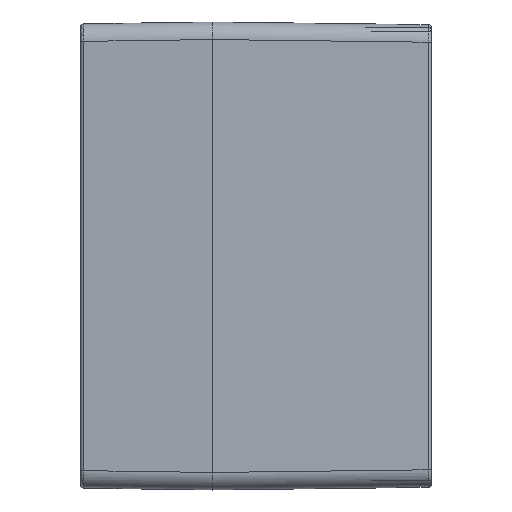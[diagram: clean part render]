
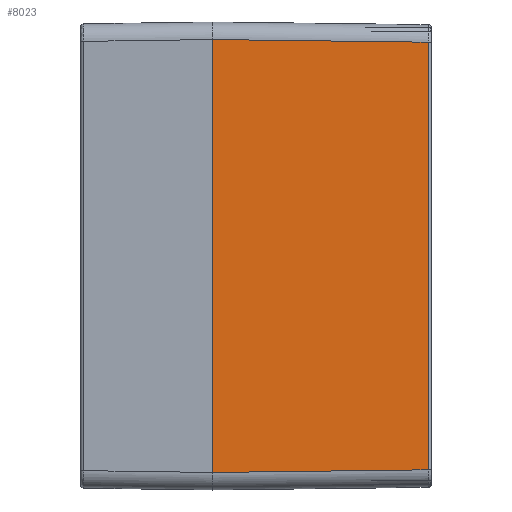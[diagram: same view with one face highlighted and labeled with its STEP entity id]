
A CAD part, left-side view. The second image highlights one B-rep face of the part: STEP entity #8023.
In plain terms, the highlighted planar face has unit normal (-1, -0.012, 0).
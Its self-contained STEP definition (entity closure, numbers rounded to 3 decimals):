
#1062=CARTESIAN_POINT('',(-125.,75.,-74.));
#1110=CARTESIAN_POINT('',(-125.,75.,74.));
#1121=DIRECTION('',(0.,0.,-1.));
#1122=VECTOR('',#1121,148.001);
#1123=CARTESIAN_POINT('',(-125.,75.,74.));
#1124=LINE('',#1123,#1122);
#1446=DIRECTION('',(0.,0.,-1.));
#1447=VECTOR('',#1446,146.197);
#1448=CARTESIAN_POINT('',(-124.098,1.185,73.099));
#1449=LINE('',#1448,#1447);
#1453=DIRECTION('',(0.012,-1.,0.012));
#1454=VECTOR('',#1453,73.826);
#1455=CARTESIAN_POINT('',(-125.,75.,-74.));
#1456=LINE('',#1455,#1454);
#1460=DIRECTION('',(0.012,-1.,-0.012));
#1461=VECTOR('',#1460,73.826);
#1462=CARTESIAN_POINT('',(-125.,75.,74.));
#1463=LINE('',#1462,#1461);
#1805=CARTESIAN_POINT('',(-124.098,1.185,
-73.099));
#6439=VERTEX_POINT('',#1062);
#6444=VERTEX_POINT('',#1110);
#7154=VERTEX_POINT('',#1805);
#7159=CARTESIAN_POINT('',(-124.098,1.185,73.099));
#7160=VERTEX_POINT('',#7159);
#8010=CARTESIAN_POINT('',(-125.,75.,-84.918));
#8011=DIRECTION('',(-1.,-0.012,0.));
#8012=DIRECTION('',(0.,0.,-1.));
#8013=AXIS2_PLACEMENT_3D('',#8010,#8011,#8012);
#8014=PLANE('',#8013);
#8016=ORIENTED_EDGE('',*,*,#8015,.T.);
#8018=ORIENTED_EDGE('',*,*,#8017,.F.);
#8019=ORIENTED_EDGE('',*,*,#7404,.F.);
#8020=ORIENTED_EDGE('',*,*,#8003,.T.);
#8021=EDGE_LOOP('',(#8016,#8018,#8019,#8020));
#8022=FACE_OUTER_BOUND('',#8021,.F.);
#8023=ADVANCED_FACE('',(#8022),#8014,.T.);
#7404=EDGE_CURVE('',#6444,#6439,#1124,.T.);
#8003=EDGE_CURVE('',#6444,#7160,#1463,.T.);
#8015=EDGE_CURVE('',#7160,#7154,#1449,.T.);
#8017=EDGE_CURVE('',#6439,#7154,#1456,.T.);
